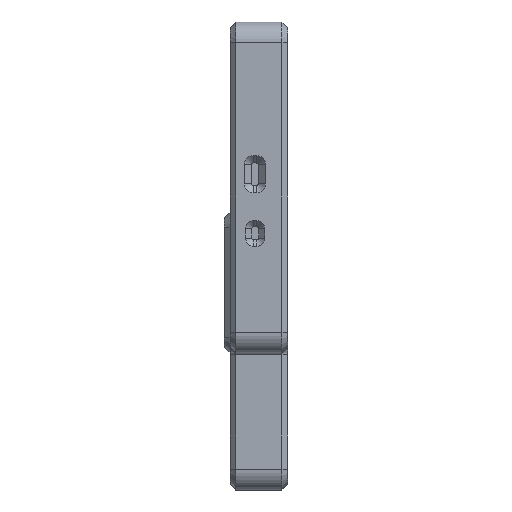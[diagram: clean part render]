
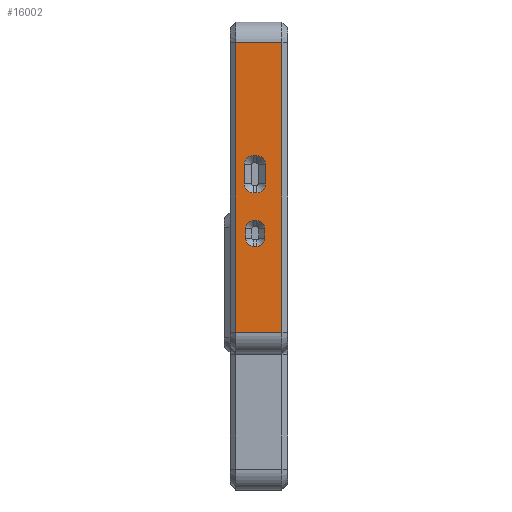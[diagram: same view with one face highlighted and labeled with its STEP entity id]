
A CAD part, left-side view. The second image highlights one B-rep face of the part: STEP entity #16002.
In plain terms, the highlighted planar face has unit normal (-1, 0, 0).
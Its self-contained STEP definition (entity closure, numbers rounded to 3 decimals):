
#598=CIRCLE('',#17058,1.4);
#600=CIRCLE('',#17062,1.4);
#602=CIRCLE('',#17066,1.4);
#604=CIRCLE('',#17070,1.4);
#607=CIRCLE('',#17078,1.6);
#608=CIRCLE('',#17079,1.6);
#609=CIRCLE('',#17080,1.6);
#610=CIRCLE('',#17081,1.6);
#1026=FACE_BOUND('',#2310,.T.);
#1027=FACE_BOUND('',#2311,.T.);
#1407=FACE_OUTER_BOUND('',#2309,.T.);
#2309=EDGE_LOOP('',(#12133,#12134,#12135,#12136));
#2310=EDGE_LOOP('',(#12137,#12138,#12139,#12140,#12141,#12142,#12143,#12144));
#2311=EDGE_LOOP('',(#12145,#12146,#12147,#12148,#12149,#12150,#12151,#12152));
#3686=LINE('',#25500,#5406);
#3690=LINE('',#25512,#5410);
#3694=LINE('',#25524,#5414);
#3698=LINE('',#25536,#5418);
#3706=LINE('',#25561,#5426);
#3707=LINE('',#25563,#5427);
#3708=LINE('',#25565,#5428);
#3709=LINE('',#25566,#5429);
#3710=LINE('',#25569,#5430);
#3711=LINE('',#25573,#5431);
#3712=LINE('',#25577,#5432);
#3713=LINE('',#25581,#5433);
#5406=VECTOR('',#19685,10.);
#5410=VECTOR('',#19697,10.);
#5414=VECTOR('',#19709,10.);
#5418=VECTOR('',#19721,10.);
#5426=VECTOR('',#19749,10.);
#5427=VECTOR('',#19750,10.);
#5428=VECTOR('',#19751,10.);
#5429=VECTOR('',#19752,10.);
#5430=VECTOR('',#19753,10.);
#5431=VECTOR('',#19756,10.);
#5432=VECTOR('',#19759,10.);
#5433=VECTOR('',#19762,10.);
#7252=VERTEX_POINT('',#25494);
#7254=VERTEX_POINT('',#25498);
#7256=VERTEX_POINT('',#25503);
#7258=VERTEX_POINT('',#25509);
#7260=VERTEX_POINT('',#25515);
#7262=VERTEX_POINT('',#25521);
#7264=VERTEX_POINT('',#25527);
#7266=VERTEX_POINT('',#25533);
#7272=VERTEX_POINT('',#25559);
#7273=VERTEX_POINT('',#25560);
#7274=VERTEX_POINT('',#25562);
#7275=VERTEX_POINT('',#25564);
#7276=VERTEX_POINT('',#25567);
#7277=VERTEX_POINT('',#25568);
#7278=VERTEX_POINT('',#25570);
#7279=VERTEX_POINT('',#25572);
#7280=VERTEX_POINT('',#25574);
#7281=VERTEX_POINT('',#25576);
#7282=VERTEX_POINT('',#25578);
#7283=VERTEX_POINT('',#25580);
#9057=EDGE_CURVE('',#7252,#7254,#3686,.T.);
#9060=EDGE_CURVE('',#7256,#7252,#598,.T.);
#9063=EDGE_CURVE('',#7258,#7256,#3690,.T.);
#9066=EDGE_CURVE('',#7260,#7258,#600,.T.);
#9069=EDGE_CURVE('',#7262,#7260,#3694,.T.);
#9072=EDGE_CURVE('',#7264,#7262,#602,.T.);
#9075=EDGE_CURVE('',#7266,#7264,#3698,.T.);
#9077=EDGE_CURVE('',#7254,#7266,#604,.T.);
#9087=EDGE_CURVE('',#7272,#7273,#3706,.T.);
#9088=EDGE_CURVE('',#7273,#7274,#3707,.T.);
#9089=EDGE_CURVE('',#7275,#7274,#3708,.T.);
#9090=EDGE_CURVE('',#7275,#7272,#3709,.T.);
#9091=EDGE_CURVE('',#7276,#7277,#3710,.T.);
#9092=EDGE_CURVE('',#7277,#7278,#607,.T.);
#9093=EDGE_CURVE('',#7278,#7279,#3711,.T.);
#9094=EDGE_CURVE('',#7279,#7280,#608,.T.);
#9095=EDGE_CURVE('',#7280,#7281,#3712,.T.);
#9096=EDGE_CURVE('',#7281,#7282,#609,.T.);
#9097=EDGE_CURVE('',#7282,#7283,#3713,.T.);
#9098=EDGE_CURVE('',#7283,#7276,#610,.T.);
#12133=ORIENTED_EDGE('',*,*,#9087,.T.);
#12134=ORIENTED_EDGE('',*,*,#9088,.T.);
#12135=ORIENTED_EDGE('',*,*,#9089,.F.);
#12136=ORIENTED_EDGE('',*,*,#9090,.T.);
#12137=ORIENTED_EDGE('',*,*,#9091,.T.);
#12138=ORIENTED_EDGE('',*,*,#9092,.T.);
#12139=ORIENTED_EDGE('',*,*,#9093,.T.);
#12140=ORIENTED_EDGE('',*,*,#9094,.T.);
#12141=ORIENTED_EDGE('',*,*,#9095,.T.);
#12142=ORIENTED_EDGE('',*,*,#9096,.T.);
#12143=ORIENTED_EDGE('',*,*,#9097,.T.);
#12144=ORIENTED_EDGE('',*,*,#9098,.T.);
#12145=ORIENTED_EDGE('',*,*,#9057,.T.);
#12146=ORIENTED_EDGE('',*,*,#9077,.T.);
#12147=ORIENTED_EDGE('',*,*,#9075,.T.);
#12148=ORIENTED_EDGE('',*,*,#9072,.T.);
#12149=ORIENTED_EDGE('',*,*,#9069,.T.);
#12150=ORIENTED_EDGE('',*,*,#9066,.T.);
#12151=ORIENTED_EDGE('',*,*,#9063,.T.);
#12152=ORIENTED_EDGE('',*,*,#9060,.T.);
#15464=PLANE('',#17077);
#16002=ADVANCED_FACE('',(#1407,#1026,#1027),#15464,.F.);
#17058=AXIS2_PLACEMENT_3D('',#25506,#19691,#19692);
#17062=AXIS2_PLACEMENT_3D('',#25518,#19703,#19704);
#17066=AXIS2_PLACEMENT_3D('',#25530,#19715,#19716);
#17070=AXIS2_PLACEMENT_3D('',#25539,#19726,#19727);
#17077=AXIS2_PLACEMENT_3D('',#25558,#19747,#19748);
#17078=AXIS2_PLACEMENT_3D('',#25571,#19754,#19755);
#17079=AXIS2_PLACEMENT_3D('',#25575,#19757,#19758);
#17080=AXIS2_PLACEMENT_3D('',#25579,#19760,#19761);
#17081=AXIS2_PLACEMENT_3D('',#25582,#19763,#19764);
#19685=DIRECTION('',(0.,0.,1.));
#19691=DIRECTION('center_axis',(1.,0.,0.));
#19692=DIRECTION('ref_axis',(0.,0.,-1.));
#19697=DIRECTION('',(0.,1.,0.));
#19703=DIRECTION('center_axis',(1.,0.,0.));
#19704=DIRECTION('ref_axis',(0.,-1.,0.));
#19709=DIRECTION('',(0.,0.,-1.));
#19715=DIRECTION('center_axis',(1.,0.,0.));
#19716=DIRECTION('ref_axis',(0.,0.,1.));
#19721=DIRECTION('',(0.,-1.,0.));
#19726=DIRECTION('center_axis',(1.,0.,0.));
#19727=DIRECTION('ref_axis',(0.,1.,0.));
#19747=DIRECTION('center_axis',(1.,0.,0.));
#19748=DIRECTION('ref_axis',(0.,0.,-1.));
#19749=DIRECTION('',(0.,1.,0.));
#19750=DIRECTION('',(0.,0.,-1.));
#19751=DIRECTION('',(0.,1.,0.));
#19752=DIRECTION('',(0.,0.,1.));
#19753=DIRECTION('',(0.,0.,-1.));
#19754=DIRECTION('center_axis',(1.,0.,0.));
#19755=DIRECTION('ref_axis',(0.,-1.,0.));
#19756=DIRECTION('',(0.,1.,0.));
#19757=DIRECTION('center_axis',(1.,0.,0.));
#19758=DIRECTION('ref_axis',(0.,0.,-1.));
#19759=DIRECTION('',(0.,0.,1.));
#19760=DIRECTION('center_axis',(1.,0.,0.));
#19761=DIRECTION('ref_axis',(0.,1.,0.));
#19762=DIRECTION('',(0.,-1.,0.));
#19763=DIRECTION('center_axis',(1.,0.,0.));
#19764=DIRECTION('ref_axis',(0.,0.,1.));
#25494=CARTESIAN_POINT('',(41.7,-0.75,-14.85));
#25498=CARTESIAN_POINT('',(41.7,-0.75,-13.15));
#25500=CARTESIAN_POINT('',(41.7,-0.75,2.475));
#25503=CARTESIAN_POINT('',(41.7,-2.15,-16.25));
#25506=CARTESIAN_POINT('Origin',(41.7,-2.15,-14.85));
#25509=CARTESIAN_POINT('',(41.7,-2.75,-16.25));
#25512=CARTESIAN_POINT('',(41.7,-1.375,-16.25));
#25515=CARTESIAN_POINT('',(41.7,-4.15,-14.85));
#25518=CARTESIAN_POINT('Origin',(41.7,-2.75,-14.85));
#25521=CARTESIAN_POINT('',(41.7,-4.15,-13.15));
#25524=CARTESIAN_POINT('',(41.7,-4.15,3.325));
#25527=CARTESIAN_POINT('',(41.7,-2.75,-11.75));
#25530=CARTESIAN_POINT('Origin',(41.7,-2.75,-13.15));
#25533=CARTESIAN_POINT('',(41.7,-2.15,-11.75));
#25536=CARTESIAN_POINT('',(41.7,-1.075,-11.75));
#25539=CARTESIAN_POINT('Origin',(41.7,-2.15,-13.15));
#25558=CARTESIAN_POINT('Origin',(41.7,0.,19.8));
#25559=CARTESIAN_POINT('',(41.7,-7.2,19.8));
#25560=CARTESIAN_POINT('',(41.7,1.,19.8));
#25561=CARTESIAN_POINT('',(41.7,0.,19.8));
#25562=CARTESIAN_POINT('',(41.7,1.,-31.5));
#25563=CARTESIAN_POINT('',(41.7,1.,0.9));
#25564=CARTESIAN_POINT('',(41.7,-7.2,-31.5));
#25565=CARTESIAN_POINT('',(41.7,0.,-31.5));
#25566=CARTESIAN_POINT('',(41.7,-7.2,0.9));
#25567=CARTESIAN_POINT('',(41.7,-4.294,-1.804));
#25568=CARTESIAN_POINT('',(41.7,-4.294,-5.198));
#25569=CARTESIAN_POINT('',(41.7,-4.294,8.998));
#25570=CARTESIAN_POINT('',(41.7,-2.694,-6.798));
#25571=CARTESIAN_POINT('Origin',(41.7,-2.694,-5.198));
#25572=CARTESIAN_POINT('',(41.7,-2.106,-6.798));
#25573=CARTESIAN_POINT('',(41.7,-1.347,-6.798));
#25574=CARTESIAN_POINT('',(41.7,-0.506,-5.198));
#25575=CARTESIAN_POINT('Origin',(41.7,-2.106,-5.198));
#25576=CARTESIAN_POINT('',(41.7,-0.506,-1.804));
#25577=CARTESIAN_POINT('',(41.7,-0.506,7.301));
#25578=CARTESIAN_POINT('',(41.7,-2.106,-0.204));
#25579=CARTESIAN_POINT('Origin',(41.7,-2.106,-1.804));
#25580=CARTESIAN_POINT('',(41.7,-2.694,-0.204));
#25581=CARTESIAN_POINT('',(41.7,-1.053,-0.204));
#25582=CARTESIAN_POINT('Origin',(41.7,-2.694,-1.804));
